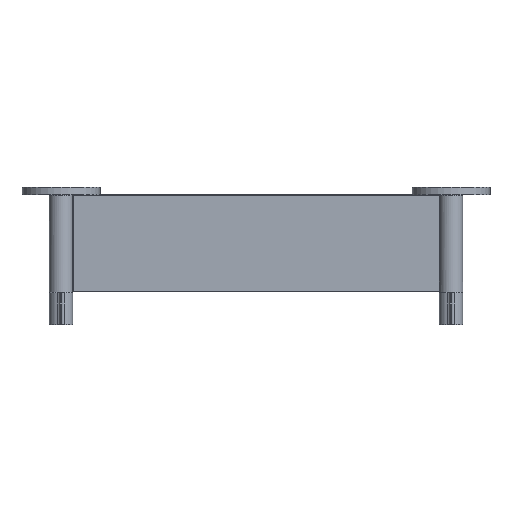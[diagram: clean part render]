
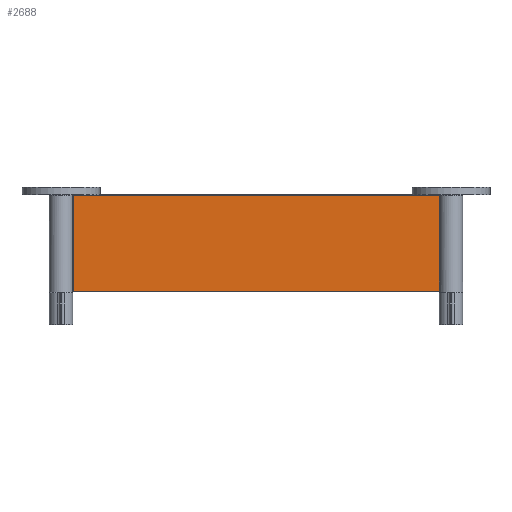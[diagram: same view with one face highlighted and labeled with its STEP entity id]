
A CAD part, top view. The second image highlights one B-rep face of the part: STEP entity #2688.
In plain terms, the highlighted planar face has unit normal (0, 0, 1).
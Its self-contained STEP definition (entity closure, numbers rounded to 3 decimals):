
#110=B_SPLINE_CURVE_WITH_KNOTS('',3,(#7699,#7700,#7701,#7702),
 .UNSPECIFIED.,.F.,.F.,(4,4),(0.,0.),.UNSPECIFIED.);
#220=LINE('',#7690,#329);
#221=LINE('',#7693,#330);
#222=LINE('',#7695,#331);
#223=LINE('',#7697,#332);
#329=VECTOR('',#4269,1000.);
#330=VECTOR('',#4270,1000.);
#331=VECTOR('',#4271,1000.);
#332=VECTOR('',#4272,1000.);
#719=ORIENTED_EDGE('',*,*,#1416,.T.);
#720=ORIENTED_EDGE('',*,*,#1417,.T.);
#721=ORIENTED_EDGE('',*,*,#1418,.T.);
#722=ORIENTED_EDGE('',*,*,#1419,.T.);
#723=ORIENTED_EDGE('',*,*,#1420,.T.);
#1416=EDGE_CURVE('',#1780,#1781,#220,.F.);
#1417=EDGE_CURVE('',#1781,#1782,#221,.T.);
#1418=EDGE_CURVE('',#1782,#1783,#222,.F.);
#1419=EDGE_CURVE('',#1783,#1784,#223,.T.);
#1420=EDGE_CURVE('',#1784,#1780,#110,.F.);
#1780=VERTEX_POINT('',#7691);
#1781=VERTEX_POINT('',#7692);
#1782=VERTEX_POINT('',#7694);
#1783=VERTEX_POINT('',#7696);
#1784=VERTEX_POINT('',#7698);
#2174=EDGE_LOOP('',(#719,#720,#721,#722,#723));
#2410=FACE_BOUND('',#2174,.T.);
#2589=PLANE('',#3828);
#2688=ADVANCED_FACE('',(#2410),#2589,.T.);
#3828=AXIS2_PLACEMENT_3D('',#7689,#4267,#4268);
#4267=DIRECTION('',(0.,0.,1.));
#4268=DIRECTION('',(1.,0.,0.));
#4269=DIRECTION('',(0.,-1.,0.));
#4270=DIRECTION('',(-1.,0.,0.));
#4271=DIRECTION('',(0.,1.,0.));
#4272=DIRECTION('',(1.,0.,0.));
#7689=CARTESIAN_POINT('',(-150.,-37.25,1.5));
#7690=CARTESIAN_POINT('',(-8.874,-60.,1.5));
#7691=CARTESIAN_POINT('',(-8.874,-73.975,1.5));
#7692=CARTESIAN_POINT('',(-8.874,-0.2,1.5));
#7693=CARTESIAN_POINT('',(-150.,-0.2,1.5));
#7694=CARTESIAN_POINT('',(-290.713,-0.2,1.5));
#7695=CARTESIAN_POINT('',(-290.713,-74.5,1.5));
#7696=CARTESIAN_POINT('',(-290.713,-74.3,1.5));
#7697=CARTESIAN_POINT('',(-150.,-74.3,1.5));
#7698=CARTESIAN_POINT('',(-9.042,-74.3,1.5));
#7699=CARTESIAN_POINT('',(-8.874,-73.975,1.5));
#7700=CARTESIAN_POINT('',(-8.874,-74.102,1.5));
#7701=CARTESIAN_POINT('',(-8.953,-74.212,1.5));
#7702=CARTESIAN_POINT('',(-9.042,-74.3,1.5));
